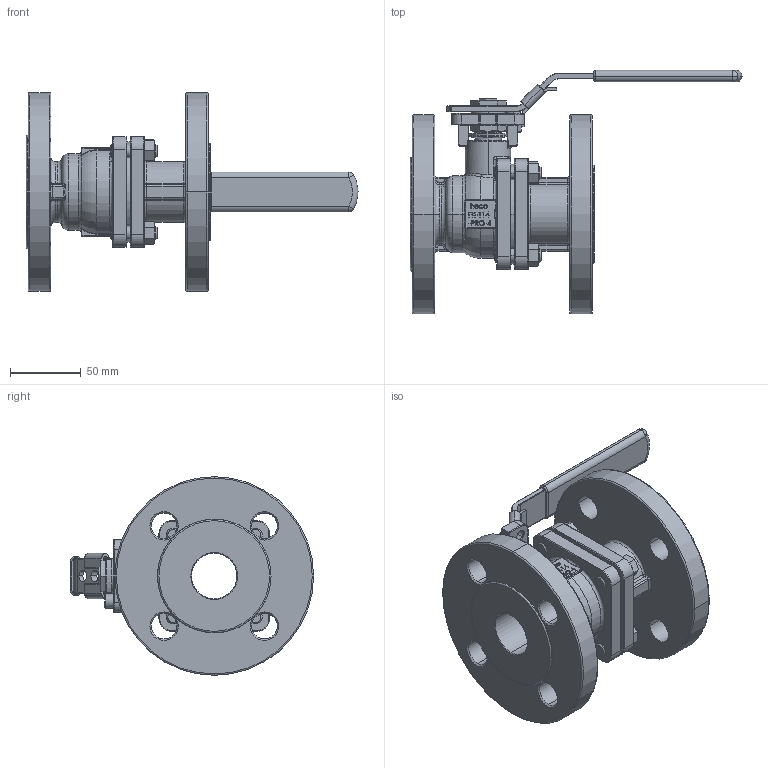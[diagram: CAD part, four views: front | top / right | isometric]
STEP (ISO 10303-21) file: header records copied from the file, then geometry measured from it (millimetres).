
FILE_DESCRIPTION (( 'STEP AP214' ), '1' );
FILE_NAME ('FK-114-PRO-4 Flanschkugelhahn 1710.STEP', '2017-10-13T11:31:20', ( '' ), ( '' ), 'SwSTEP 2.0', 'SolidWorks 2016', '' );
FILE_SCHEMA (( 'AUTOMOTIVE_DESIGN' ));
Length unit declared in the file: millimetre
Products named in the file (1): FK-114-PRO-4 Flanschkugelhahn 1710
Bounding box: 233.96 x 171.38 x 140 mm (x, y, z)
Volume: 734536.2 mm3; surface area: 145954.5 mm2
Topology: 1 solids, 1 shells, 1396 faces, 3498 edges, 2119 vertices
Faces by surface type: plane 487, cylinder 364, bspline 235, torus 177, cone 85, sphere 48
Entity records: 57007 total; most frequent: CARTESIAN_POINT 21179, ORIENTED_EDGE 6904, DIRECTION 6309, EDGE_CURVE 3452, AXIS2_PLACEMENT_3D 2326, VERTEX_POINT 2117, LINE 1657, VECTOR 1657
